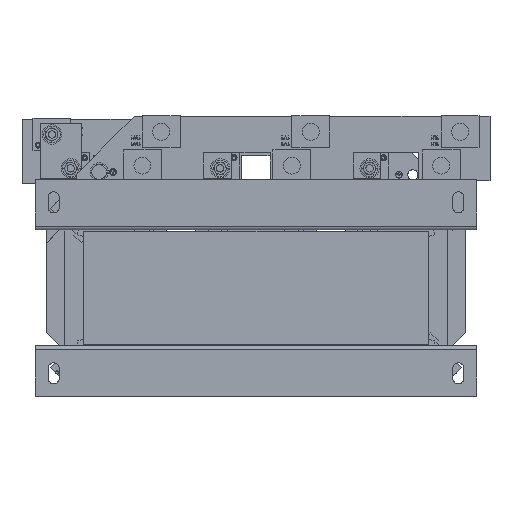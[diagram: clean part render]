
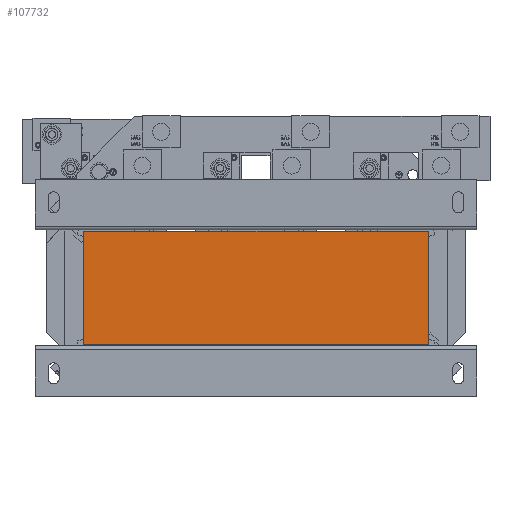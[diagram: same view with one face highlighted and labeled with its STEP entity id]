
A CAD part, front view. The second image highlights one B-rep face of the part: STEP entity #107732.
In plain terms, the highlighted planar face has unit normal (0, -1, 0).
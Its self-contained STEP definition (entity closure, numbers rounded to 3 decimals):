
#2109 = CARTESIAN_POINT ( 'NONE',  ( -187.5, -25., 61.5 ) ) ;
#6948 = DIRECTION ( 'NONE',  ( 0., 0., -1. ) ) ;
#9767 = EDGE_CURVE ( 'NONE', #25272, #75629, #61601, .T. ) ;
#11263 = PLANE ( 'NONE',  #70320 ) ;
#12971 = VECTOR ( 'NONE', #69545, 1000. ) ;
#13679 = VERTEX_POINT ( 'NONE', #106330 ) ;
#21938 = EDGE_LOOP ( 'NONE', ( #80866, #111430, #74465, #27621 ) ) ;
#25272 = VERTEX_POINT ( 'NONE', #27209 ) ;
#25546 = LINE ( 'NONE', #2109, #91818 ) ;
#25624 = LINE ( 'NONE', #60278, #66129 ) ;
#27209 = CARTESIAN_POINT ( 'NONE',  ( -187.5, -25., -61.5 ) ) ;
#27621 = ORIENTED_EDGE ( 'NONE', *, *, #53590, .T. ) ;
#30958 = VERTEX_POINT ( 'NONE', #89401 ) ;
#45926 = CARTESIAN_POINT ( 'NONE',  ( -187.5, -25., 61.5 ) ) ;
#51757 = DIRECTION ( 'NONE',  ( 0., 0., -1. ) ) ;
#53590 = EDGE_CURVE ( 'NONE', #30958, #25272, #25624, .T. ) ;
#56272 = EDGE_CURVE ( 'NONE', #30958, #13679, #25546, .T. ) ;
#60278 = CARTESIAN_POINT ( 'NONE',  ( -187.5, -25., 61.5 ) ) ;
#61601 = LINE ( 'NONE', #76516, #12971 ) ;
#64635 = FACE_OUTER_BOUND ( 'NONE', #21938, .T. ) ;
#66129 = VECTOR ( 'NONE', #51757, 1000. ) ;
#67147 = LINE ( 'NONE', #109045, #99317 ) ;
#69545 = DIRECTION ( 'NONE',  ( 1., 0., 0. ) ) ;
#70320 = AXIS2_PLACEMENT_3D ( 'NONE', #45926, #81072, #107110 ) ;
#74465 = ORIENTED_EDGE ( 'NONE', *, *, #56272, .F. ) ;
#75629 = VERTEX_POINT ( 'NONE', #94242 ) ;
#76516 = CARTESIAN_POINT ( 'NONE',  ( -187.5, -25., -61.5 ) ) ;
#76645 = DIRECTION ( 'NONE',  ( 1., 0., 0. ) ) ;
#80866 = ORIENTED_EDGE ( 'NONE', *, *, #9767, .T. ) ;
#81072 = DIRECTION ( 'NONE',  ( 0., 1., 0. ) ) ;
#89401 = CARTESIAN_POINT ( 'NONE',  ( -187.5, -25., 61.5 ) ) ;
#91818 = VECTOR ( 'NONE', #76645, 1000. ) ;
#94242 = CARTESIAN_POINT ( 'NONE',  ( 187.5, -25., -61.5 ) ) ;
#99317 = VECTOR ( 'NONE', #6948, 1000. ) ;
#106330 = CARTESIAN_POINT ( 'NONE',  ( 187.5, -25., 61.5 ) ) ;
#107085 = EDGE_CURVE ( 'NONE', #13679, #75629, #67147, .T. ) ;
#107110 = DIRECTION ( 'NONE',  ( 0., 0., 1. ) ) ;
#107732 = ADVANCED_FACE ( 'NONE', ( #64635 ), #11263, .F. ) ;
#109045 = CARTESIAN_POINT ( 'NONE',  ( 187.5, -25., 61.5 ) ) ;
#111430 = ORIENTED_EDGE ( 'NONE', *, *, #107085, .F. ) ;
